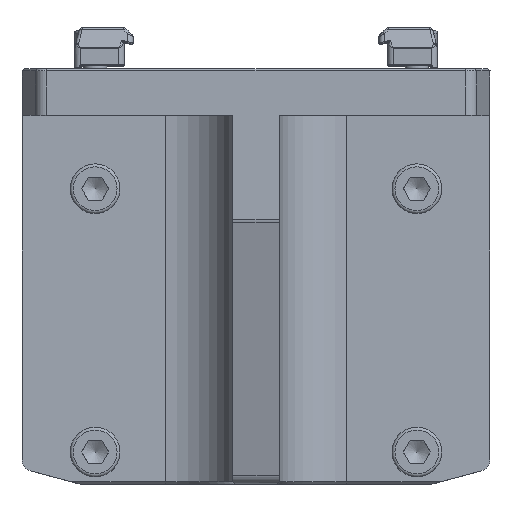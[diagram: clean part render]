
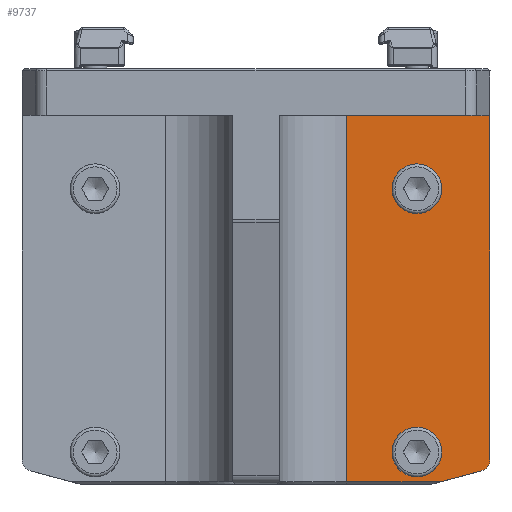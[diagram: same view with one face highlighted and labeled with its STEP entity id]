
A CAD part, top view. The second image highlights one B-rep face of the part: STEP entity #9737.
In plain terms, the highlighted planar face has unit normal (0, 0, 1).
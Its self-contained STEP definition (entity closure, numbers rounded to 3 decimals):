
#794=LINE('',#17835,#1370);
#800=LINE('',#17853,#1376);
#801=LINE('',#17857,#1377);
#802=LINE('',#17861,#1378);
#803=LINE('',#17862,#1379);
#1370=VECTOR('',#13090,10.);
#1376=VECTOR('',#13106,10.);
#1377=VECTOR('',#13111,10.);
#1378=VECTOR('',#13114,10.);
#1379=VECTOR('',#13115,10.);
#1806=FACE_BOUND('',#2822,.T.);
#1807=FACE_BOUND('',#2823,.T.);
#2218=FACE_OUTER_BOUND('',#2821,.T.);
#2821=EDGE_LOOP('',(#7763,#7764,#7765,#7766,#7767,#7768));
#2822=EDGE_LOOP('',(#7769,#7770));
#2823=EDGE_LOOP('',(#7771,#7772));
#3080=CIRCLE('',#10016,4.25);
#3081=CIRCLE('',#10017,4.25);
#3098=CIRCLE('',#10049,4.25);
#3099=CIRCLE('',#10050,4.25);
#3451=CIRCLE('',#10751,2.);
#3696=VERTEX_POINT('',#14227);
#3697=VERTEX_POINT('',#14228);
#3726=VERTEX_POINT('',#14327);
#3727=VERTEX_POINT('',#14328);
#4263=VERTEX_POINT('',#17818);
#4269=VERTEX_POINT('',#17833);
#4276=VERTEX_POINT('',#17852);
#4277=VERTEX_POINT('',#17856);
#4278=VERTEX_POINT('',#17858);
#4279=VERTEX_POINT('',#17860);
#4585=EDGE_CURVE('',#3696,#3697,#3080,.T.);
#4586=EDGE_CURVE('',#3697,#3696,#3081,.T.);
#4626=EDGE_CURVE('',#3726,#3727,#3098,.T.);
#4627=EDGE_CURVE('',#3727,#3726,#3099,.T.);
#5480=EDGE_CURVE('',#4269,#4263,#794,.T.);
#5489=EDGE_CURVE('',#4263,#4276,#800,.T.);
#5491=EDGE_CURVE('',#4277,#4269,#801,.T.);
#5492=EDGE_CURVE('',#4278,#4277,#3451,.T.);
#5493=EDGE_CURVE('',#4279,#4278,#802,.T.);
#5494=EDGE_CURVE('',#4276,#4279,#803,.T.);
#7763=ORIENTED_EDGE('',*,*,#5480,.F.);
#7764=ORIENTED_EDGE('',*,*,#5491,.F.);
#7765=ORIENTED_EDGE('',*,*,#5492,.F.);
#7766=ORIENTED_EDGE('',*,*,#5493,.F.);
#7767=ORIENTED_EDGE('',*,*,#5494,.F.);
#7768=ORIENTED_EDGE('',*,*,#5489,.F.);
#7769=ORIENTED_EDGE('',*,*,#4585,.T.);
#7770=ORIENTED_EDGE('',*,*,#4586,.T.);
#7771=ORIENTED_EDGE('',*,*,#4626,.T.);
#7772=ORIENTED_EDGE('',*,*,#4627,.T.);
#8764=PLANE('',#10750);
#9737=ADVANCED_FACE('',(#2218,#1806,#1807),#8764,.T.);
#10016=AXIS2_PLACEMENT_3D('',#14229,#11301,#11302);
#10017=AXIS2_PLACEMENT_3D('',#14230,#11303,#11304);
#10049=AXIS2_PLACEMENT_3D('',#14329,#11383,#11384);
#10050=AXIS2_PLACEMENT_3D('',#14330,#11385,#11386);
#10750=AXIS2_PLACEMENT_3D('',#17855,#13109,#13110);
#10751=AXIS2_PLACEMENT_3D('',#17859,#13112,#13113);
#11301=DIRECTION('center_axis',(0.,0.,
-1.));
#11302=DIRECTION('ref_axis',(0.,1.,0.));
#11303=DIRECTION('center_axis',(0.,0.,
-1.));
#11304=DIRECTION('ref_axis',(0.,1.,0.));
#11383=DIRECTION('center_axis',(0.,0.,
-1.));
#11384=DIRECTION('ref_axis',(0.,1.,0.));
#11385=DIRECTION('center_axis',(0.,0.,
-1.));
#11386=DIRECTION('ref_axis',(0.,1.,0.));
#13090=DIRECTION('',(-1.,0.,0.));
#13106=DIRECTION('',(0.,1.,0.));
#13109=DIRECTION('center_axis',(0.,0.,
1.));
#13110=DIRECTION('ref_axis',(-1.,0.,0.));
#13111=DIRECTION('',(-0.966,-0.259,0.));
#13112=DIRECTION('center_axis',(0.,0.,
-1.));
#13113=DIRECTION('ref_axis',(0.793,-0.609,0.));
#13114=DIRECTION('',(0.,-1.,0.));
#13115=DIRECTION('',(1.,0.,0.));
#14227=CARTESIAN_POINT('',(-1504.3,212.75,78.));
#14228=CARTESIAN_POINT('',(-1504.3,204.25,78.));
#14229=CARTESIAN_POINT('Origin',(-1504.3,208.5,78.));
#14230=CARTESIAN_POINT('Origin',(-1504.3,208.5,78.));
#14327=CARTESIAN_POINT('',(-1504.3,257.75,78.));
#14328=CARTESIAN_POINT('',(-1504.3,249.25,78.));
#14329=CARTESIAN_POINT('Origin',(-1504.3,253.5,78.));
#14330=CARTESIAN_POINT('Origin',(-1504.3,253.5,78.));
#17818=CARTESIAN_POINT('',(-1516.3,203.4,78.));
#17833=CARTESIAN_POINT('',(-1500.307,203.4,78.));
#17835=CARTESIAN_POINT('',(-1511.8,203.4,78.));
#17852=CARTESIAN_POINT('',(-1516.3,266.,78.));
#17853=CARTESIAN_POINT('',(-1516.3,266.,78.));
#17855=CARTESIAN_POINT('Origin',(-1491.8,266.,78.));
#17856=CARTESIAN_POINT('',(-1493.282,205.282,78.));
#17857=CARTESIAN_POINT('',(-1486.76,207.03,78.));
#17858=CARTESIAN_POINT('',(-1491.8,207.214,78.));
#17859=CARTESIAN_POINT('Origin',(-1493.8,207.214,78.));
#17860=CARTESIAN_POINT('',(-1491.8,266.,78.));
#17861=CARTESIAN_POINT('',(-1491.8,266.,78.));
#17862=CARTESIAN_POINT('',(-1511.8,266.,78.));
